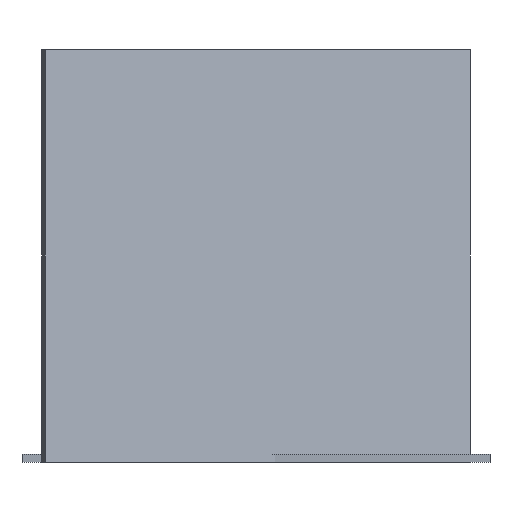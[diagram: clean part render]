
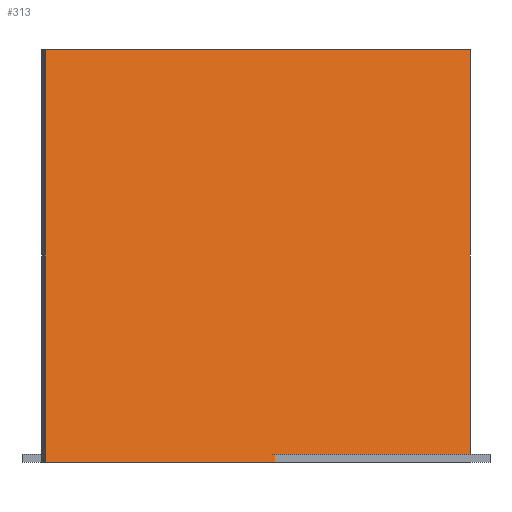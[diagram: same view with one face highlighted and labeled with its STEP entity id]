
A CAD part, front view. The second image highlights one B-rep face of the part: STEP entity #313.
In plain terms, the highlighted planar face has unit normal (0.417, -0.909, 0).
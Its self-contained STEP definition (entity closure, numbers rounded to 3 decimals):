
#223=CARTESIAN_POINT('',(-76.639,-120.293,0.));
#224=VERTEX_POINT('',#223);
#232=CARTESIAN_POINT('',(77.889,-49.434,0.));
#233=VERTEX_POINT('',#232);
#240=CARTESIAN_POINT('',(77.889,-49.434,-0.));
#241=DIRECTION('',(-0.909,-0.417,0.));
#242=VECTOR('',#241,170.);
#243=LINE('',#240,#242);
#244=EDGE_CURVE('',#233,#224,#243,.T.);
#256=CARTESIAN_POINT('',(77.889,-49.434,150.));
#257=VERTEX_POINT('',#256);
#264=CARTESIAN_POINT('',(77.889,-49.434,150.));
#265=DIRECTION('',(-0.,0.,-1.));
#266=VECTOR('',#265,150.);
#267=LINE('',#264,#266);
#268=EDGE_CURVE('',#257,#233,#267,.T.);
#280=CARTESIAN_POINT('',(-76.639,-120.293,150.));
#281=VERTEX_POINT('',#280);
#288=CARTESIAN_POINT('',(-76.639,-120.293,150.));
#289=DIRECTION('',(0.909,0.417,-0.));
#290=VECTOR('',#289,170.);
#291=LINE('',#288,#290);
#292=EDGE_CURVE('',#281,#257,#291,.T.);
#297=CARTESIAN_POINT('',(0.625,-84.863,75.));
#298=DIRECTION('',(0.417,-0.909,-0.));
#299=DIRECTION('',(-0.,0.,-1.));
#300=AXIS2_PLACEMENT_3D('',#297,#298,#299);
#301=PLANE('',#300);
#302=CARTESIAN_POINT('',(-76.639,-120.293,0.));
#303=DIRECTION('',(0.,-0.,1.));
#304=VECTOR('',#303,150.);
#305=LINE('',#302,#304);
#306=EDGE_CURVE('',#224,#281,#305,.T.);
#307=ORIENTED_EDGE('',*,*,#306,.F.);
#308=ORIENTED_EDGE('',*,*,#244,.F.);
#309=ORIENTED_EDGE('',*,*,#268,.F.);
#310=ORIENTED_EDGE('',*,*,#292,.F.);
#311=EDGE_LOOP('',(#307,#308,#309,#310));
#312=FACE_BOUND('',#311,.T.);
#313=ADVANCED_FACE('',(#312),#301,.T.);
